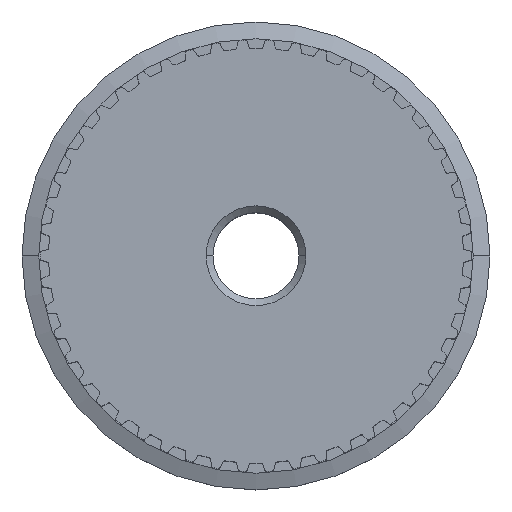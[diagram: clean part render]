
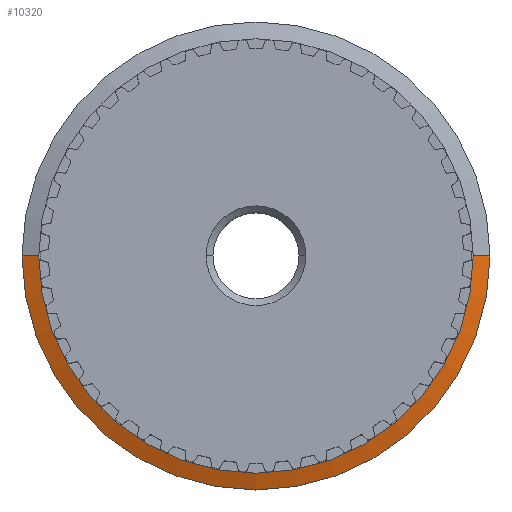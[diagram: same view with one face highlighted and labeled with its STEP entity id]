
A CAD part, top view. The second image highlights one B-rep face of the part: STEP entity #10320.
In plain terms, the highlighted conical face has half-angle 70 degrees and reference radius 17.25 mm.
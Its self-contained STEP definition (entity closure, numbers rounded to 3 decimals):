
#1049 = DIRECTION ( 'NONE',  ( -1., 0., 0. ) ) ;
#1050 = CARTESIAN_POINT ( 'NONE',  ( 0., 0., -5.45 ) ) ;
#1051 = DIRECTION ( 'NONE',  ( 0., 0., -1. ) ) ;
#1169 = ORIENTED_EDGE ( 'NONE', *, *, #9313, .F. ) ;
#1170 = ORIENTED_EDGE ( 'NONE', *, *, #1889, .F. ) ;
#1171 = ORIENTED_EDGE ( 'NONE', *, *, #9315, .T. ) ;
#1172 = ORIENTED_EDGE ( 'NONE', *, *, #1888, .T. ) ;
#1888 = EDGE_CURVE ( 'NONE', #2056, #2037, #2500, .T. ) ;
#1889 = EDGE_CURVE ( 'NONE', #2038, #2050, #2498, .T. ) ;
#2037 = VERTEX_POINT ( 'NONE', #3280 ) ;
#2038 = VERTEX_POINT ( 'NONE', #3281 ) ;
#2050 = VERTEX_POINT ( 'NONE', #3293 ) ;
#2056 = VERTEX_POINT ( 'NONE', #3299 ) ;
#2498 = CIRCLE ( 'NONE', #2803, 16.014 ) ;
#2500 = CIRCLE ( 'NONE', #2802, 17.25 ) ;
#2802 = AXIS2_PLACEMENT_3D ( 'NONE', #3171, #3172, #3173 ) ;
#2803 = AXIS2_PLACEMENT_3D ( 'NONE', #3175, #3176, #3177 ) ;
#3171 = CARTESIAN_POINT ( 'NONE',  ( 0., 0., -5.45 ) ) ;
#3172 = DIRECTION ( 'NONE',  ( 0., 0., 1. ) ) ;
#3173 = DIRECTION ( 'NONE',  ( 1., 0., 0. ) ) ;
#3175 = CARTESIAN_POINT ( 'NONE',  ( 0., 0., -5. ) ) ;
#3176 = DIRECTION ( 'NONE',  ( 0., 0., 1. ) ) ;
#3177 = DIRECTION ( 'NONE',  ( 1., 0., 0. ) ) ;
#3280 = CARTESIAN_POINT ( 'NONE',  ( 17.25, 0., -5.45 ) ) ;
#3281 = CARTESIAN_POINT ( 'NONE',  ( -16.014, 0., -5. ) ) ;
#3293 = CARTESIAN_POINT ( 'NONE',  ( 16.014, 0., -5. ) ) ;
#3299 = CARTESIAN_POINT ( 'NONE',  ( -17.25, 0., -5.45 ) ) ;
#4511 = LINE ( 'NONE', #5117, #4513 ) ;
#4513 = VECTOR ( 'NONE', #5114, 1000. ) ;
#4514 = LINE ( 'NONE', #5124, #4516 ) ;
#4516 = VECTOR ( 'NONE', #5120, 1000. ) ;
#5114 = DIRECTION ( 'NONE',  ( 0.94, 0., -0.342 ) ) ;
#5117 = CARTESIAN_POINT ( 'NONE',  ( 17.25, 0., -5.45 ) ) ;
#5120 = DIRECTION ( 'NONE',  ( -0.94, 0., -0.342 ) ) ;
#5124 = CARTESIAN_POINT ( 'NONE',  ( -17.25, 0., -5.45 ) ) ;
#6074 = FACE_OUTER_BOUND ( 'NONE', #7707, .T. ) ;
#6081 = CONICAL_SURFACE ( 'NONE', #6832, 17.25, 1.222 ) ;
#6832 = AXIS2_PLACEMENT_3D ( 'NONE', #1050, #1051, #1049 ) ;
#7707 = EDGE_LOOP ( 'NONE', ( #1169, #1170, #1171, #1172 ) ) ;
#9313 = EDGE_CURVE ( 'NONE', #2050, #2037, #4511, .T. ) ;
#9315 = EDGE_CURVE ( 'NONE', #2038, #2056, #4514, .T. ) ;
#10320 = ADVANCED_FACE ( 'NONE', ( #6074 ), #6081, .T. ) ;
